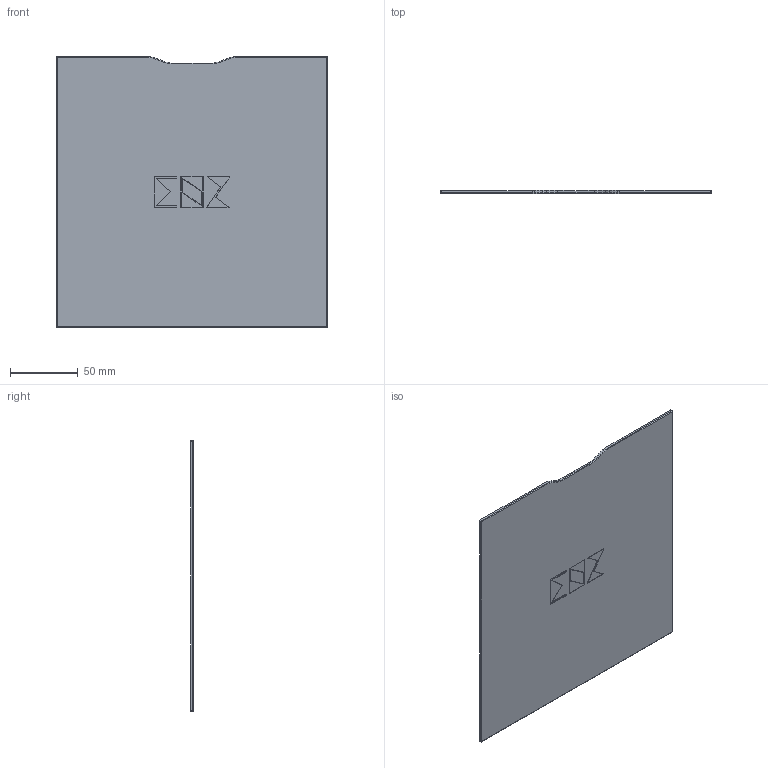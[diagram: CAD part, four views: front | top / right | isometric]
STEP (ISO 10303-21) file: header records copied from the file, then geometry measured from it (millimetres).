
FILE_DESCRIPTION(/* description */ (''),/* implementation_level */ '2;1');
FILE_NAME(/* name */ 'Bottom silicon pad.step',/* time_stamp */ '2020-02-27T00:04:34-05:00',/* author */ (''),/* organization */ (''),/* preprocessor_version */ 'ST-DEVELOPER v18',/* originating_system */ 'Autodesk Translation Framework v8.12.0.6',/* authorisation */ '');
FILE_SCHEMA (('AUTOMOTIVE_DESIGN { 1 0 10303 214 3 1 1 }'));
Length unit declared in the file: millimetre
Products named in the file (4): Matrix Release V1; Top Cover; Bottom Cover; Rubber Pad
Assembly tree (3 placements, depth 3):
  Matrix Release V1
    Top Cover
    Bottom Cover
      Rubber Pad
Bounding box: 199.12 x 2 x 199.12 mm (x, y, z)
Volume: 78232.3 mm3; surface area: 80781.1 mm2
Topology: 1 solids, 1 shells, 198 faces, 521 edges, 328 vertices
Faces by surface type: plane 107, cylinder 78, bspline 9, torus 4
Entity records: 6423 total; most frequent: CARTESIAN_POINT 1371, DIRECTION 1040, ORIENTED_EDGE 1032, EDGE_CURVE 516, LINE 370, VECTOR 370, AXIS2_PLACEMENT_3D 335, VERTEX_POINT 328
